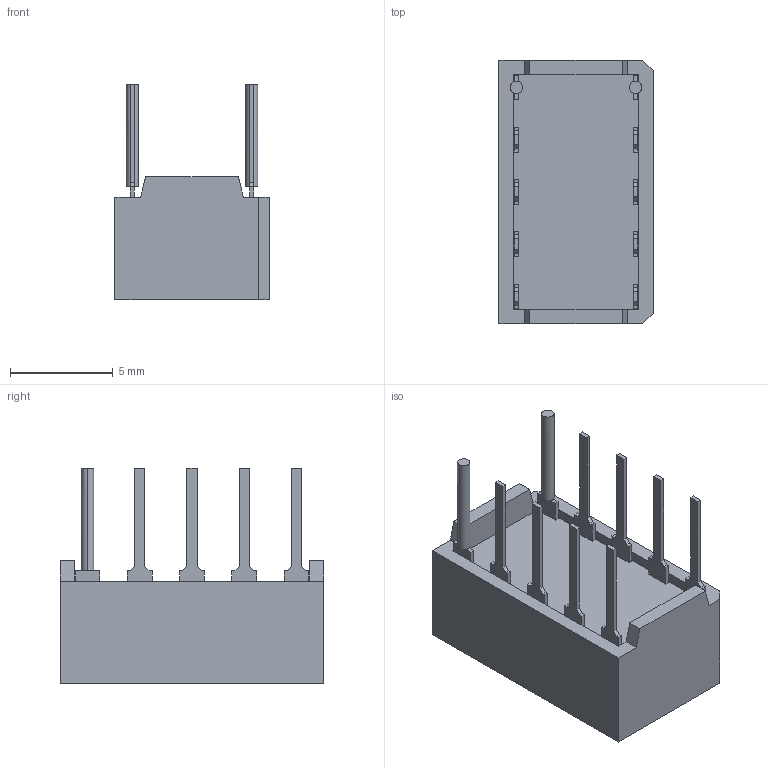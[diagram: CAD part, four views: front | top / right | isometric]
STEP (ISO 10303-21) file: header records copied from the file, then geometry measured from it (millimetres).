
FILE_DESCRIPTION (( 'STEP AP214' ), '1' );
FILE_NAME ('User Library-DISPLAY KIMBRIGHT MINI.STEP', '2015-05-07T19:43:29', ( 'Windows User' ), ( '' ), 'SwSTEP 2.0', 'SolidWorks 2015', '' );
FILE_SCHEMA (( 'AUTOMOTIVE_DESIGN' ));
Length unit declared in the file: millimetre
Products named in the file (1): User Library-DISPLAY KIMBRIGHT MINI
Bounding box: 7.5 x 12.8 x 10.5 mm (x, y, z)
Volume: 456.1 mm3; surface area: 545.1 mm2
Topology: 1 solids, 1 shells, 205 faces, 547 edges, 362 vertices
Faces by surface type: plane 180, bspline 21, cylinder 4
Entity records: 7387 total; most frequent: CARTESIAN_POINT 1592, ORIENTED_EDGE 1094, DIRECTION 891, EDGE_CURVE 547, VECTOR 489, LINE 489, VERTEX_POINT 362, EDGE_LOOP 223
